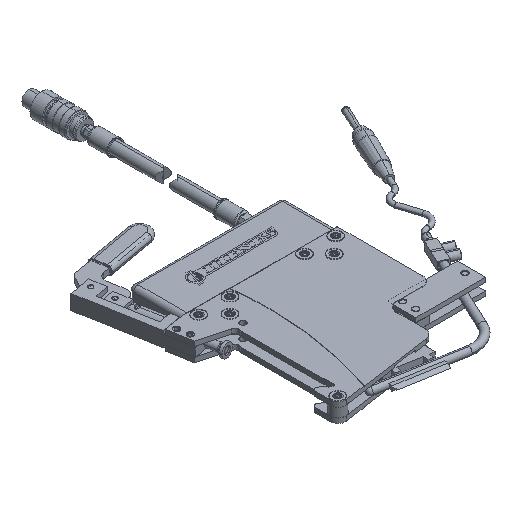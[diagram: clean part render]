
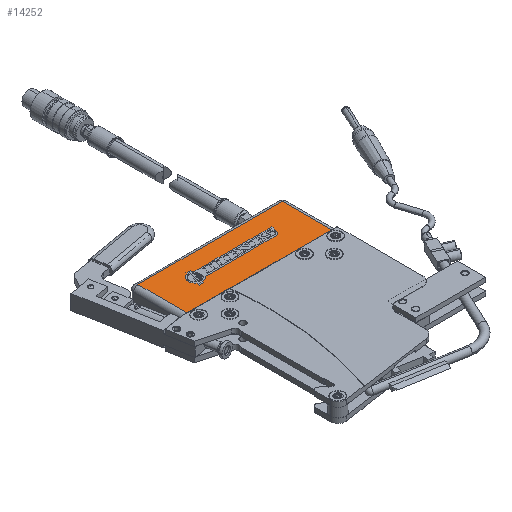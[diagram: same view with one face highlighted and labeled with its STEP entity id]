
A CAD part, isometric view. The second image highlights one B-rep face of the part: STEP entity #14252.
In plain terms, the highlighted planar face has unit normal (0, 0, 1).
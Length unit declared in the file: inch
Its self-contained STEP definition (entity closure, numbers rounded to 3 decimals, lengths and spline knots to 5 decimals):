
#813 = DIRECTION ( 'NONE',  ( 1., 0., 0. ) ) ;
#1037 = VERTEX_POINT ( 'NONE', #14858 ) ;
#1043 = ORIENTED_EDGE ( 'NONE', *, *, #34470, .T. ) ;
#3171 = PLANE ( 'NONE',  #29849 ) ;
#3559 = DIRECTION ( 'NONE',  ( -1., 0., 0. ) ) ;
#5805 = EDGE_CURVE ( 'NONE', #9186, #28036, #19058, .T. ) ;
#6318 = ORIENTED_EDGE ( 'NONE', *, *, #5805, .T. ) ;
#6579 = ORIENTED_EDGE ( 'NONE', *, *, #20544, .T. ) ;
#9186 = VERTEX_POINT ( 'NONE', #14493 ) ;
#9584 = DIRECTION ( 'NONE',  ( 0., 1., 0. ) ) ;
#10015 = CARTESIAN_POINT ( 'NONE',  ( 1.90945, 1.75197, 0.23031 ) ) ;
#10681 = VECTOR ( 'NONE', #3559, 39.37008 ) ;
#14101 = DIRECTION ( 'NONE',  ( 0., 0., 1. ) ) ;
#14252 = ADVANCED_FACE ( 'NONE', ( #26005 ), #3171, .T. ) ;
#14493 = CARTESIAN_POINT ( 'NONE',  ( -1.90945, 1.63386, 0.23031 ) ) ;
#14858 = CARTESIAN_POINT ( 'NONE',  ( 1.90945, 0.31975, 0.23031 ) ) ;
#15690 = VECTOR ( 'NONE', #36539, 39.37008 ) ;
#16775 = VECTOR ( 'NONE', #9584, 39.37008 ) ;
#19058 = LINE ( 'NONE', #31846, #22894 ) ;
#19255 = CARTESIAN_POINT ( 'NONE',  ( -1.90945, 0.31975, 0.23031 ) ) ;
#20544 = EDGE_CURVE ( 'NONE', #1037, #30072, #22995, .T. ) ;
#22737 = LINE ( 'NONE', #29384, #10681 ) ;
#22894 = VECTOR ( 'NONE', #41559, 39.37008 ) ;
#22995 = LINE ( 'NONE', #10015, #16775 ) ;
#23456 = CARTESIAN_POINT ( 'NONE',  ( 1.59449, 0.31975, 0.23031 ) ) ;
#26005 = FACE_OUTER_BOUND ( 'NONE', #28501, .T. ) ;
#26009 = LINE ( 'NONE', #23456, #15690 ) ;
#28036 = VERTEX_POINT ( 'NONE', #19255 ) ;
#28501 = EDGE_LOOP ( 'NONE', ( #1043, #6318, #30718, #6579 ) ) ;
#29384 = CARTESIAN_POINT ( 'NONE',  ( -2.02756, 1.63386, 0.23031 ) ) ;
#29849 = AXIS2_PLACEMENT_3D ( 'NONE', #33929, #14101, #813 ) ;
#30072 = VERTEX_POINT ( 'NONE', #41731 ) ;
#30718 = ORIENTED_EDGE ( 'NONE', *, *, #39500, .T. ) ;
#31846 = CARTESIAN_POINT ( 'NONE',  ( -1.90945, 0.31975, 0.23031 ) ) ;
#33929 = CARTESIAN_POINT ( 'NONE',  ( -1.59449, 0.31975, 0.23031 ) ) ;
#34470 = EDGE_CURVE ( 'NONE', #30072, #9186, #22737, .T. ) ;
#36539 = DIRECTION ( 'NONE',  ( 1., 0., 0. ) ) ;
#39500 = EDGE_CURVE ( 'NONE', #28036, #1037, #26009, .T. ) ;
#41559 = DIRECTION ( 'NONE',  ( 0., -1., 0. ) ) ;
#41731 = CARTESIAN_POINT ( 'NONE',  ( 1.90945, 1.63386, 0.23031 ) ) ;
